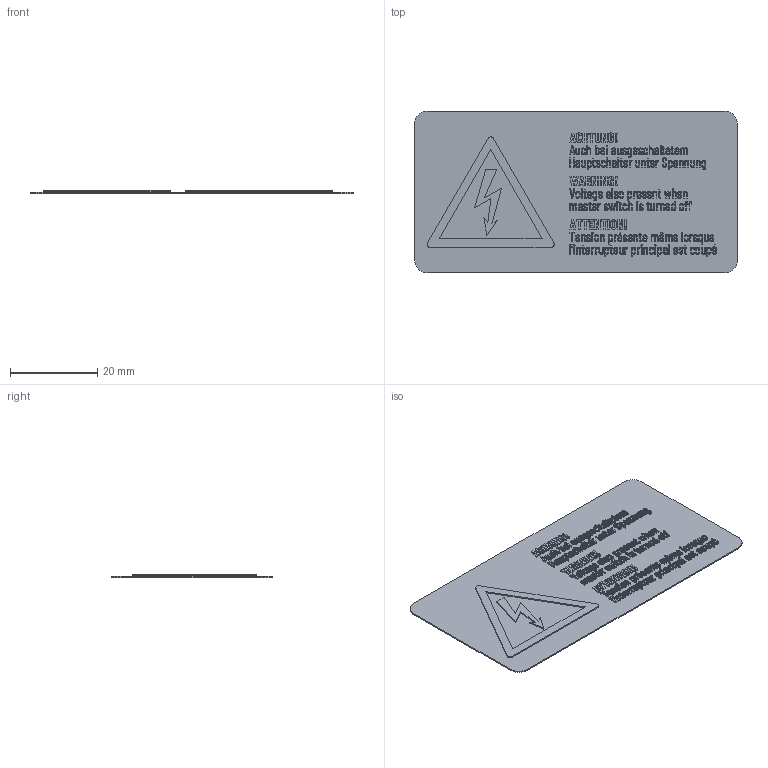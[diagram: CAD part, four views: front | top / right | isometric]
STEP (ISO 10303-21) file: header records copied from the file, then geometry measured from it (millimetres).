
FILE_DESCRIPTION(('FreeCAD Model'),'2;1');
FILE_NAME('Open CASCADE Shape Model','2025-04-30T10:38:46',('FreeCAD'),( 'FreeCAD'),'Open CASCADE STEP processor 7.6','FreeCAD','Unknown');
FILE_SCHEMA(('AUTOMOTIVE_DESIGN { 1 0 10303 214 1 1 1 1 }'));
Products named in the file (1): Open CASCADE STEP translator 7.6 1
Bounding box: 73.78 x 36.89 x 0.71 mm (x, y, z)
Volume: 864.9 mm3; surface area: 6584.6 mm2
Topology: 192 solids, 192 shells, 5203 faces, 14457 edges, 9638 vertices
Faces by surface type: bspline 5203
Entity records: 161701 total; most frequent: CARTESIAN_POINT 72809, ORIENTED_EDGE 28914, EDGE_CURVE 14457, B_SPLINE_CURVE_WITH_KNOTS 14443, VERTEX_POINT 9638, FACE_BOUND 5321, EDGE_LOOP 5321, ADVANCED_FACE 5203
